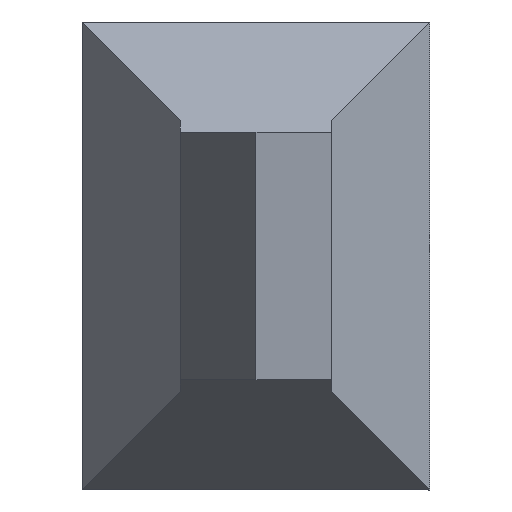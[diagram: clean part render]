
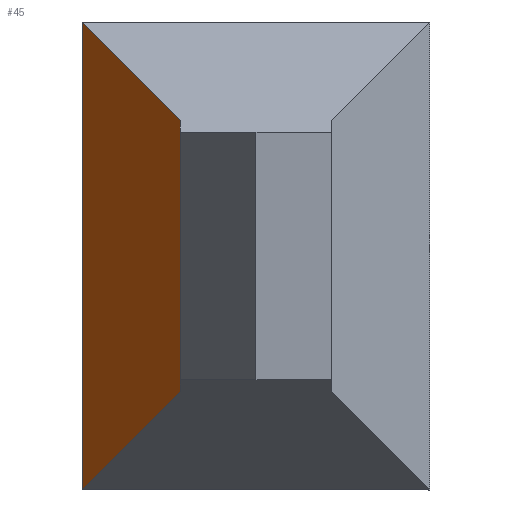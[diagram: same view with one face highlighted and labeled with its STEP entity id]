
A CAD part, front view. The second image highlights one B-rep face of the part: STEP entity #45.
In plain terms, the highlighted planar face has unit normal (-0.793, -0.609, 0).
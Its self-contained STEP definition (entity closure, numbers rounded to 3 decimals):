
#45=ADVANCED_FACE('',(#67),#56,.T.);
#56=PLANE('',#257);
#67=FACE_OUTER_BOUND('',#78,.T.);
#78=EDGE_LOOP('',(#104,#105,#106,#107));
#104=ORIENTED_EDGE('',*,*,#172,.T.);
#105=ORIENTED_EDGE('',*,*,#173,.F.);
#106=ORIENTED_EDGE('',*,*,#169,.T.);
#107=ORIENTED_EDGE('',*,*,#174,.T.);
#148=VERTEX_POINT('',#342);
#149=VERTEX_POINT('',#344);
#151=VERTEX_POINT('',#350);
#152=VERTEX_POINT('',#351);
#169=EDGE_CURVE('',#149,#148,#196,.T.);
#172=EDGE_CURVE('',#151,#152,#199,.T.);
#173=EDGE_CURVE('',#149,#152,#200,.T.);
#174=EDGE_CURVE('',#148,#151,#201,.T.);
#196=LINE('',#343,#223);
#199=LINE('',#349,#226);
#200=LINE('',#352,#227);
#201=LINE('',#353,#228);
#223=VECTOR('',#284,1.);
#226=VECTOR('',#289,1.);
#227=VECTOR('',#290,1.);
#228=VECTOR('',#291,1.);
#257=AXIS2_PLACEMENT_3D('',#354,#292,#293);
#284=DIRECTION('',(0.52,-0.678,0.52));
#289=DIRECTION('',(-0.52,0.678,0.52));
#290=DIRECTION('',(0.,0.,1.));
#291=DIRECTION('',(0.,0.,1.));
#292=DIRECTION('',(-0.793,-0.609,0.));
#293=DIRECTION('',(0.609,-0.793,0.));
#342=CARTESIAN_POINT('',(-0.315,-0.534,-0.565));
#343=CARTESIAN_POINT('',(-0.725,0.,-0.975));
#344=CARTESIAN_POINT('',(-0.725,0.,-0.975));
#349=CARTESIAN_POINT('',(-0.315,-0.534,0.565));
#350=CARTESIAN_POINT('',(-0.315,-0.534,0.565));
#351=CARTESIAN_POINT('',(-0.725,0.,0.975));
#352=CARTESIAN_POINT('',(-0.725,0.,-0.975));
#353=CARTESIAN_POINT('',(-0.315,-0.534,-0.565));
#354=CARTESIAN_POINT('',(-0.725,0.,-1.));
